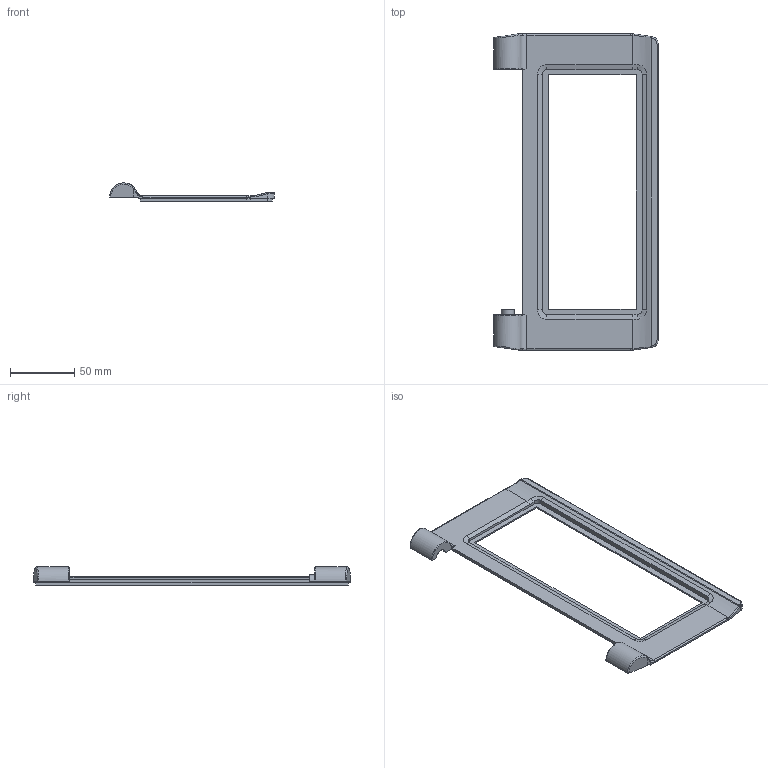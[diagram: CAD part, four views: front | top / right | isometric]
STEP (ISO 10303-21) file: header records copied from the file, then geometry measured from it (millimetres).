
FILE_DESCRIPTION (( 'STEP AP214' ), '1' );
FILE_NAME ('display_front_lid.STEP', '2026-02-27T15:37:22', ( '' ), ( '' ), 'SwSTEP 2.0', 'SolidWorks 2026', '' );
FILE_SCHEMA (( 'AUTOMOTIVE_DESIGN' ));
Length unit declared in the file: millimetre
Products named in the file (1): display_front_lid
Bounding box: 127.75 x 245.5 x 14.1 mm (x, y, z)
Volume: 35877.7 mm3; surface area: 40054.6 mm2
Topology: 1 solids, 1 shells, 115 faces, 296 edges, 186 vertices
Faces by surface type: plane 52, cylinder 35, bspline 14, torus 10, cone 4
Entity records: 4145 total; most frequent: CARTESIAN_POINT 1390, ORIENTED_EDGE 592, DIRECTION 554, EDGE_CURVE 296, AXIS2_PLACEMENT_3D 193, VERTEX_POINT 186, VECTOR 168, LINE 168
